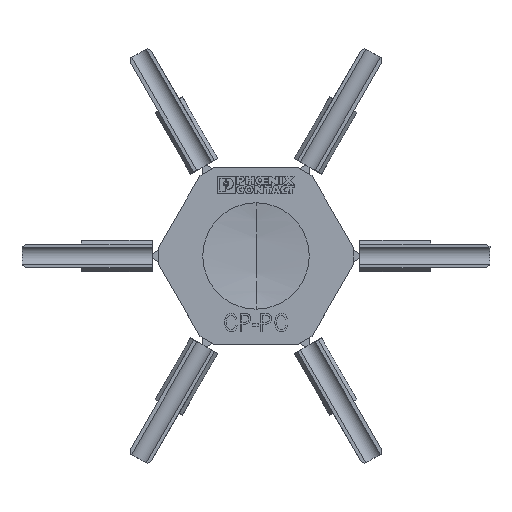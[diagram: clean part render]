
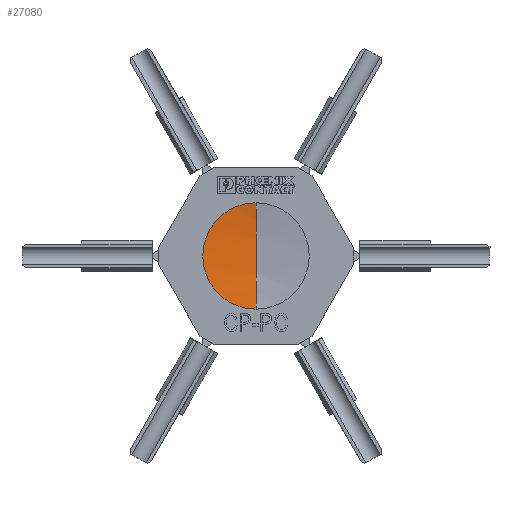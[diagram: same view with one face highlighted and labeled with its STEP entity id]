
A CAD part, top view. The second image highlights one B-rep face of the part: STEP entity #27080.
In plain terms, the highlighted spherical face has radius 36 mm.
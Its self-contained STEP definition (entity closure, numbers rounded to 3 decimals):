
#26790=CARTESIAN_POINT('',(-25.128,-0.478,
41.389));
#26800=DIRECTION('',(0.,0.,1.));
#26810=DIRECTION('',(0.,-1.,0.));
#26820=AXIS2_PLACEMENT_3D('',#26790,#26800,#26810);
#26830=SPHERICAL_SURFACE('',#26820,36.);
#26840=CARTESIAN_POINT('',(-25.128,-0.478,
41.389));
#26850=DIRECTION('',(1.,0.,0.));
#26860=DIRECTION('',(0.,-0.,1.));
#26870=AXIS2_PLACEMENT_3D('',#26840,#26850,#26860);
#26880=CIRCLE('',#26870,36.);
#26890=CARTESIAN_POINT('',(-25.128,-0.478,
5.389));
#26900=VERTEX_POINT('',#26890);
#26910=CARTESIAN_POINT('',(-25.128,5.522,
5.892));
#26920=VERTEX_POINT('',#26910);
#26930=EDGE_CURVE('',#26900,#26920,#26880,.T.);
#26940=ORIENTED_EDGE('',*,*,#26930,.T.);
#26950=CARTESIAN_POINT('',(-25.128,-6.478,
5.892));
#26960=VERTEX_POINT('',#26950);
#26970=EDGE_CURVE('',#26960,#26900,#26880,.T.);
#26980=ORIENTED_EDGE('',*,*,#26970,.T.);
#26990=CARTESIAN_POINT('',(-25.128,-0.478,
5.892));
#27000=DIRECTION('',(0.,0.,1.));
#27010=DIRECTION('',(-1.,0.,0.));
#27020=AXIS2_PLACEMENT_3D('',#26990,#27000,#27010);
#27030=CIRCLE('',#27020,6.);
#27040=EDGE_CURVE('',#26920,#26960,#27030,.T.);
#27050=ORIENTED_EDGE('',*,*,#27040,.T.);
#27060=EDGE_LOOP('',(#27050,#26980,#26940));
#27070=FACE_OUTER_BOUND('',#27060,.T.);
#27080=ADVANCED_FACE('',(#27070),#26830,.F.);
